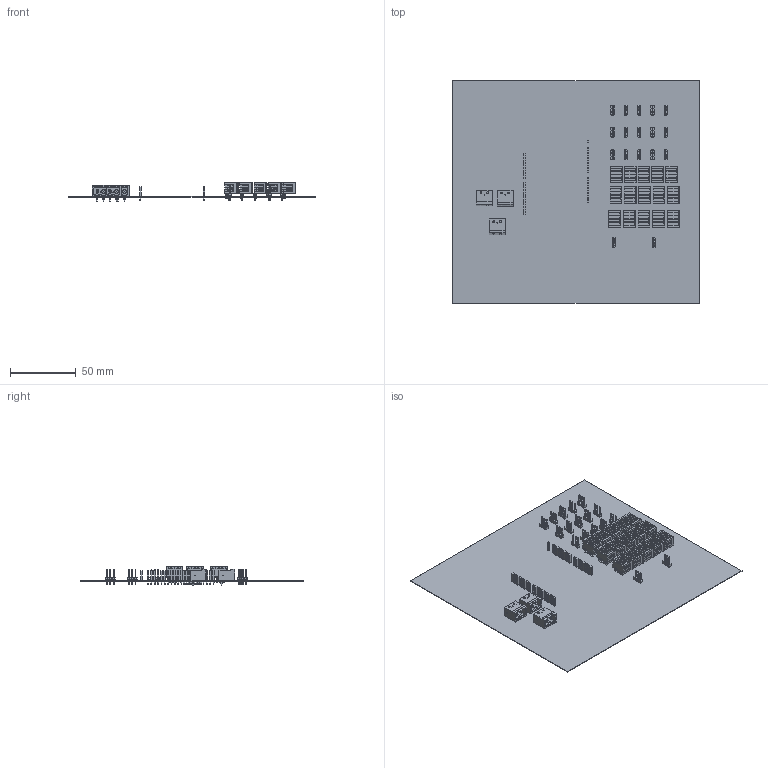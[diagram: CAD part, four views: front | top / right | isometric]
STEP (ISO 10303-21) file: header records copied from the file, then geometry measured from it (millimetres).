
FILE_DESCRIPTION(('Open CASCADE Model'),'2;1');
FILE_NAME('Open CASCADE Shape Model','2025-06-13T15:57:56',('Author'),( 'Open CASCADE'),'Open CASCADE STEP processor 6.8','Open CASCADE 6.8' ,'Unknown');
FILE_SCHEMA(('AUTOMOTIVE_DESIGN { 1 0 10303 214 1 1 1 1 }'));
Length unit declared in the file: millimetre
Products named in the file (49): PCB; Board; Open CASCADE STEP translator 6.8 2.1.1; Voltage_Sensor; m20-9990345_asm; M20-999-MOULD; M20-999-PIN; Current_Sensor; 12Vout; 1757242; mstba_2.5-2-g-5.08; 12Vin; 5Vin; P17; 733-364; P16; P15; P12; P11; P10; P9; P8; P7; P6; P5; P4; P3; P2; P1; J15; J14; J13; J12; J11; J10; J9; J8; J7; J6; J5 ...
Assembly tree (149 placements, depth 4):
  PCB
    Board
      Open CASCADE STEP translator 6.8 2.1.1
    Voltage_Sensor
      m20-9990345_asm
        M20-999-MOULD
        M20-999-PIN  x3
    Current_Sensor
      m20-9990345_asm
        M20-999-MOULD
        M20-999-PIN  x3
    12Vout
      1757242
        mstba_2.5-2-g-5.08
    12Vin
      1757242
        mstba_2.5-2-g-5.08
    5Vin
      1757242
        mstba_2.5-2-g-5.08
    P17
      733-364
    P16
      733-364
    P15
      733-364
    P12
      733-364
    P11
      733-364
    P10
      733-364
    P9
      733-364
    P8
      733-364
    P7
      733-364
    P6
      733-364
    P5
      733-364
    P4
      733-364
    P3
      733-364
    P2
      733-364
    P1
      733-364
    J15
      m20-9990345_asm
        M20-999-MOULD
        M20-999-PIN  x3
    J14
      m20-9990345_asm
        M20-999-MOULD
        M20-999-PIN  x3
    J13
      m20-9990345_asm
Bounding box: 187.71 x 169.16 x 13.84 mm (x, y, z)
Volume: 23294.6 mm3; surface area: 87683.2 mm2
Topology: 156 solids, 156 shells, 5410 faces, 13712 edges, 8800 vertices
Faces by surface type: plane 5089, cylinder 285, sphere 24, cone 12
Entity records: 18407 total; most frequent: CARTESIAN_POINT 2638, DIRECTION 2606, ORIENTED_EDGE 2400, EDGE_CURVE 1200, LINE 1046, VECTOR 1046, AXIS2_PLACEMENT_3D 780, VERTEX_POINT 760
